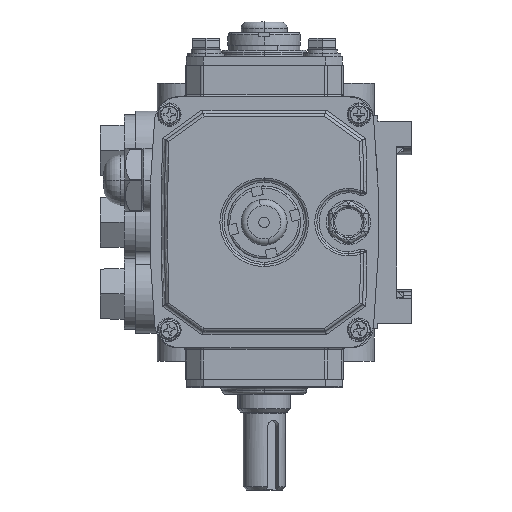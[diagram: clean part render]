
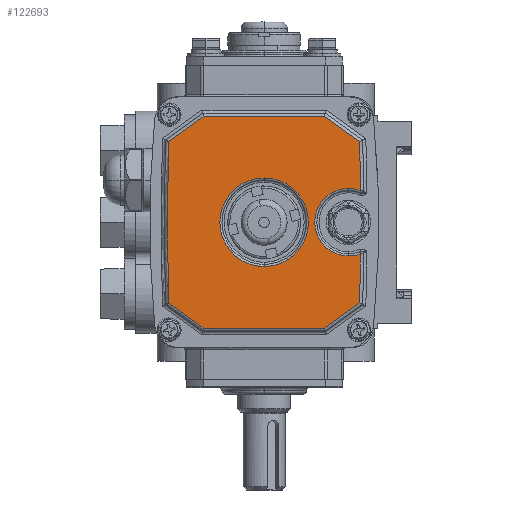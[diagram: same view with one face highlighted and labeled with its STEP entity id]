
A CAD part, left-side view. The second image highlights one B-rep face of the part: STEP entity #122693.
In plain terms, the highlighted planar face has unit normal (-1, 0, 0).
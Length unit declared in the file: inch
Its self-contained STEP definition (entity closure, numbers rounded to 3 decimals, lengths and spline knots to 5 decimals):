
#13756 = VERTEX_POINT ( 'NONE', #39896 ) ;
#13763 = VERTEX_POINT ( 'NONE', #39901 ) ;
#13775 = VERTEX_POINT ( 'NONE', #39934 ) ;
#13778 = VERTEX_POINT ( 'NONE', #39935 ) ;
#13780 = VERTEX_POINT ( 'NONE', #39939 ) ;
#13806 = VERTEX_POINT ( 'NONE', #39974 ) ;
#21595 = VERTEX_POINT ( 'NONE', #42965 ) ;
#21597 = VERTEX_POINT ( 'NONE', #42986 ) ;
#21611 = VERTEX_POINT ( 'NONE', #43001 ) ;
#26523 = AXIS2_PLACEMENT_3D ( 'NONE', #35268, #35269, #35270 ) ;
#26533 = AXIS2_PLACEMENT_3D ( 'NONE', #35288, #35289, #35290 ) ;
#26537 = AXIS2_PLACEMENT_3D ( 'NONE', #35296, #35297, #35298 ) ;
#26585 = AXIS2_PLACEMENT_3D ( 'NONE', #38276, #38278, #38279 ) ;
#26770 = AXIS2_PLACEMENT_3D ( 'NONE', #39443, #39444, #39445 ) ;
#27063 = AXIS2_PLACEMENT_3D ( 'NONE', #64369, #64370, #64371 ) ;
#27086 = AXIS2_PLACEMENT_3D ( 'NONE', #64441, #64442, #64443 ) ;
#27090 = AXIS2_PLACEMENT_3D ( 'NONE', #64449, #64450, #64451 ) ;
#35268 = CARTESIAN_POINT ( 'NONE',  ( -2.1063, -1.5748, 0. ) ) ;
#35269 = DIRECTION ( 'NONE',  ( 1., 0., 0. ) ) ;
#35270 = DIRECTION ( 'NONE',  ( 0., 0., -1. ) ) ;
#35288 = CARTESIAN_POINT ( 'NONE',  ( -2.1063, -1.5748, 0. ) ) ;
#35289 = DIRECTION ( 'NONE',  ( 1., 0., 0. ) ) ;
#35290 = DIRECTION ( 'NONE',  ( 0., 0., -1. ) ) ;
#35296 = CARTESIAN_POINT ( 'NONE',  ( -2.1063, 0., 0. ) ) ;
#35297 = DIRECTION ( 'NONE',  ( 1., 0., 0. ) ) ;
#35298 = DIRECTION ( 'NONE',  ( 0., 0., -1. ) ) ;
#35624 = CIRCLE ( 'NONE', #26523, 0.62992 ) ;
#35629 = CIRCLE ( 'NONE', #26533, 0.62992 ) ;
#35640 = CIRCLE ( 'NONE', #26537, 0.82677 ) ;
#35695 = LINE ( 'NONE', #38106, #35701 ) ;
#35701 = VECTOR ( 'NONE', #38108, 39.37008 ) ;
#35706 = CIRCLE ( 'NONE', #26585, 57.16938 ) ;
#35713 = LINE ( 'NONE', #38148, #35719 ) ;
#35717 = LINE ( 'NONE', #38152, #35725 ) ;
#35719 = VECTOR ( 'NONE', #38150, 39.37008 ) ;
#35725 = VECTOR ( 'NONE', #38154, 39.37008 ) ;
#35729 = LINE ( 'NONE', #38210, #35732 ) ;
#35732 = VECTOR ( 'NONE', #38233, 39.37008 ) ;
#35754 = LINE ( 'NONE', #38314, #35760 ) ;
#35760 = VECTOR ( 'NONE', #38321, 39.37008 ) ;
#35763 = LINE ( 'NONE', #38312, #35773 ) ;
#35773 = VECTOR ( 'NONE', #38332, 39.37008 ) ;
#36369 = CIRCLE ( 'NONE', #26770, 57.16938 ) ;
#37091 = CIRCLE ( 'NONE', #27063, 0.62992 ) ;
#37186 = CIRCLE ( 'NONE', #27086, 57.16938 ) ;
#37200 = CIRCLE ( 'NONE', #27090, 0.82677 ) ;
#38106 = CARTESIAN_POINT ( 'NONE',  ( -2.1063, -55.36728, -1.97835 ) ) ;
#38108 = DIRECTION ( 'NONE',  ( 0., -1., 0. ) ) ;
#38148 = CARTESIAN_POINT ( 'NONE',  ( -2.1063, -35.20317, 28.07159 ) ) ;
#38150 = DIRECTION ( 'NONE',  ( 0., 0.812, -0.583 ) ) ;
#38152 = CARTESIAN_POINT ( 'NONE',  ( -2.1063, -37.84222, 24.39763 ) ) ;
#38154 = DIRECTION ( 'NONE',  ( 0., -0.812, 0.583 ) ) ;
#38210 = CARTESIAN_POINT ( 'NONE',  ( -2.1063, -55.36728, 1.97835 ) ) ;
#38233 = DIRECTION ( 'NONE',  ( 0., 1., 0. ) ) ;
#38276 = CARTESIAN_POINT ( 'NONE',  ( -2.1063, -55.36728, 0. ) ) ;
#38278 = DIRECTION ( 'NONE',  ( -1., 0., 0. ) ) ;
#38279 = DIRECTION ( 'NONE',  ( 0., 0., -1. ) ) ;
#38312 = CARTESIAN_POINT ( 'NONE',  ( -2.1063, -37.84222, -24.39763 ) ) ;
#38314 = CARTESIAN_POINT ( 'NONE',  ( -2.1063, -35.20317, -28.07159 ) ) ;
#38321 = DIRECTION ( 'NONE',  ( 0., -0.812, -0.583 ) ) ;
#38332 = DIRECTION ( 'NONE',  ( 0., 0.812, 0.583 ) ) ;
#39443 = CARTESIAN_POINT ( 'NONE',  ( -2.1063, 55.36728, 0. ) ) ;
#39444 = DIRECTION ( 'NONE',  ( -1., 0., 0. ) ) ;
#39445 = DIRECTION ( 'NONE',  ( 0., 0., -1. ) ) ;
#39896 = CARTESIAN_POINT ( 'NONE',  ( -2.1063, -1.79907, -0.58865 ) ) ;
#39901 = CARTESIAN_POINT ( 'NONE',  ( -2.1063, -1.5748, 0.62992 ) ) ;
#39934 = CARTESIAN_POINT ( 'NONE',  ( -2.1063, -1.5748, -0.62992 ) ) ;
#39935 = CARTESIAN_POINT ( 'NONE',  ( -2.1063, 0., -0.82677 ) ) ;
#39939 = CARTESIAN_POINT ( 'NONE',  ( -2.1063, 0., 0.82677 ) ) ;
#39974 = CARTESIAN_POINT ( 'NONE',  ( -2.1063, -1.12272, -1.97835 ) ) ;
#42965 = CARTESIAN_POINT ( 'NONE',  ( -2.1063, 1.12272, -1.97835 ) ) ;
#42986 = CARTESIAN_POINT ( 'NONE',  ( -2.1063, -1.7823, -1.50457 ) ) ;
#43001 = CARTESIAN_POINT ( 'NONE',  ( -2.1063, -1.12272, 1.97835 ) ) ;
#44882 = CARTESIAN_POINT ( 'NONE',  ( -2.1063, -1.79907, 0.58865 ) ) ;
#51463 = EDGE_LOOP ( 'NONE', ( #57344, #57369 ) ) ;
#51469 = EDGE_LOOP ( 'NONE', ( #57400, #57373, #57367, #57363, #57360, #57317, #57354, #57318, #57337, #57315, #57331, #57320 ) ) ;
#57315 = ORIENTED_EDGE ( 'NONE', *, *, #120270, .T. ) ;
#57317 = ORIENTED_EDGE ( 'NONE', *, *, #120279, .T. ) ;
#57318 = ORIENTED_EDGE ( 'NONE', *, *, #120225, .T. ) ;
#57320 = ORIENTED_EDGE ( 'NONE', *, *, #120228, .T. ) ;
#57331 = ORIENTED_EDGE ( 'NONE', *, *, #120205, .T. ) ;
#57337 = ORIENTED_EDGE ( 'NONE', *, *, #120256, .T. ) ;
#57344 = ORIENTED_EDGE ( 'NONE', *, *, #120137, .T. ) ;
#57354 = ORIENTED_EDGE ( 'NONE', *, *, #120239, .T. ) ;
#57360 = ORIENTED_EDGE ( 'NONE', *, *, #120641, .T. ) ;
#57363 = ORIENTED_EDGE ( 'NONE', *, *, #121084, .T. ) ;
#57367 = ORIENTED_EDGE ( 'NONE', *, *, #120117, .T. ) ;
#57369 = ORIENTED_EDGE ( 'NONE', *, *, #121133, .T. ) ;
#57373 = ORIENTED_EDGE ( 'NONE', *, *, #120133, .T. ) ;
#57400 = ORIENTED_EDGE ( 'NONE', *, *, #121124, .T. ) ;
#62261 = VERTEX_POINT ( 'NONE', #44882 ) ;
#64369 = CARTESIAN_POINT ( 'NONE',  ( -2.1063, -1.5748, 0. ) ) ;
#64370 = DIRECTION ( 'NONE',  ( 1., 0., 0. ) ) ;
#64371 = DIRECTION ( 'NONE',  ( 0., 0., -1. ) ) ;
#64441 = CARTESIAN_POINT ( 'NONE',  ( -2.1063, 55.36728, 0. ) ) ;
#64442 = DIRECTION ( 'NONE',  ( -1., 0., 0. ) ) ;
#64443 = DIRECTION ( 'NONE',  ( 0., 0., -1. ) ) ;
#64449 = CARTESIAN_POINT ( 'NONE',  ( -2.1063, 0., 0. ) ) ;
#64450 = DIRECTION ( 'NONE',  ( 1., 0., 0. ) ) ;
#64451 = DIRECTION ( 'NONE',  ( 0., 0., -1. ) ) ;
#81062 = CARTESIAN_POINT ( 'NONE',  ( -2.1063, 1.7823, -1.50457 ) ) ;
#81065 = CARTESIAN_POINT ( 'NONE',  ( -2.1063, 1.7823, 1.50457 ) ) ;
#81090 = CARTESIAN_POINT ( 'NONE',  ( -2.1063, 1.12272, 1.97835 ) ) ;
#81116 = CARTESIAN_POINT ( 'NONE',  ( -2.1063, -1.7823, 1.50457 ) ) ;
#97664 = VERTEX_POINT ( 'NONE', #81062 ) ;
#97671 = VERTEX_POINT ( 'NONE', #81065 ) ;
#97731 = VERTEX_POINT ( 'NONE', #81090 ) ;
#97791 = VERTEX_POINT ( 'NONE', #81116 ) ;
#112121 = AXIS2_PLACEMENT_3D ( 'NONE', #116661, #116662, #116663 ) ;
#115934 = FACE_BOUND ( 'NONE', #51463, .T. ) ;
#115938 = FACE_OUTER_BOUND ( 'NONE', #51469, .T. ) ;
#116652 = PLANE ( 'NONE',  #112121 ) ;
#116661 = CARTESIAN_POINT ( 'NONE',  ( -2.1063, -55.36728, 0. ) ) ;
#116662 = DIRECTION ( 'NONE',  ( 1., 0., 0. ) ) ;
#116663 = DIRECTION ( 'NONE',  ( 0., 0., -1. ) ) ;
#120117 = EDGE_CURVE ( 'NONE', #13775, #13763, #35624, .T. ) ;
#120133 = EDGE_CURVE ( 'NONE', #13756, #13775, #35629, .T. ) ;
#120137 = EDGE_CURVE ( 'NONE', #13778, #13780, #35640, .T. ) ;
#120205 = EDGE_CURVE ( 'NONE', #21595, #13806, #35695, .T. ) ;
#120225 = EDGE_CURVE ( 'NONE', #97731, #97671, #35713, .T. ) ;
#120228 = EDGE_CURVE ( 'NONE', #13806, #21597, #35717, .T. ) ;
#120239 = EDGE_CURVE ( 'NONE', #21611, #97731, #35729, .T. ) ;
#120256 = EDGE_CURVE ( 'NONE', #97671, #97664, #35706, .T. ) ;
#120270 = EDGE_CURVE ( 'NONE', #97664, #21595, #35754, .T. ) ;
#120279 = EDGE_CURVE ( 'NONE', #97791, #21611, #35763, .T. ) ;
#120641 = EDGE_CURVE ( 'NONE', #62261, #97791, #36369, .T. ) ;
#121084 = EDGE_CURVE ( 'NONE', #13763, #62261, #37091, .T. ) ;
#121124 = EDGE_CURVE ( 'NONE', #21597, #13756, #37186, .T. ) ;
#121133 = EDGE_CURVE ( 'NONE', #13780, #13778, #37200, .T. ) ;
#122693 = ADVANCED_FACE ( 'NONE', ( #115934, #115938 ), #116652, .F. ) ;
